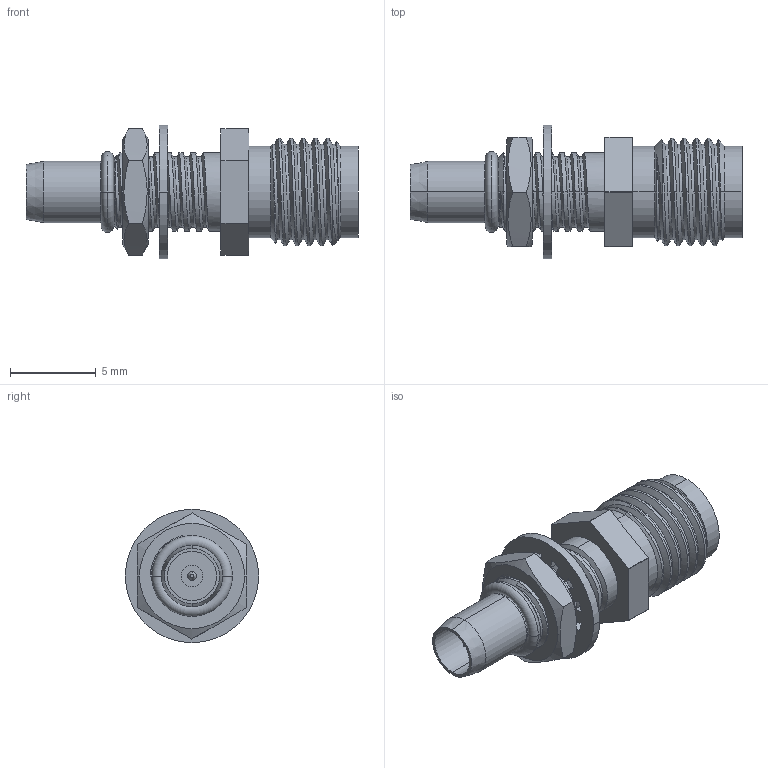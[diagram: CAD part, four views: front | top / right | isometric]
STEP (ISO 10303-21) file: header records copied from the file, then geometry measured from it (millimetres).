
FILE_DESCRIPTION (( 'STEP AP214' ), '1' );
FILE_NAME ('FMAD10003_3D.step', '2024-05-23T14:57:42', ( '' ), ( '' ), 'SwSTEP 2.0', 'SolidWorks 2022', '' );
FILE_SCHEMA (( 'AUTOMOTIVE_DESIGN' ));
Length unit declared in the file: millimetre
Products named in the file (1): FMAD10003_3D
Bounding box: 19.3 x 7.76 x 7.76 mm (x, y, z)
Volume: 346.4 mm3; surface area: 733 mm2
Topology: 5 solids, 5 shells, 240 faces, 633 edges, 409 vertices
Faces by surface type: cylinder 128, plane 72, cone 30, bspline 6, torus 4
Entity records: 12217 total; most frequent: CARTESIAN_POINT 6225, ORIENTED_EDGE 1262, DIRECTION 1109, EDGE_CURVE 631, AXIS2_PLACEMENT_3D 413, VERTEX_POINT 409, LINE 283, VECTOR 283
